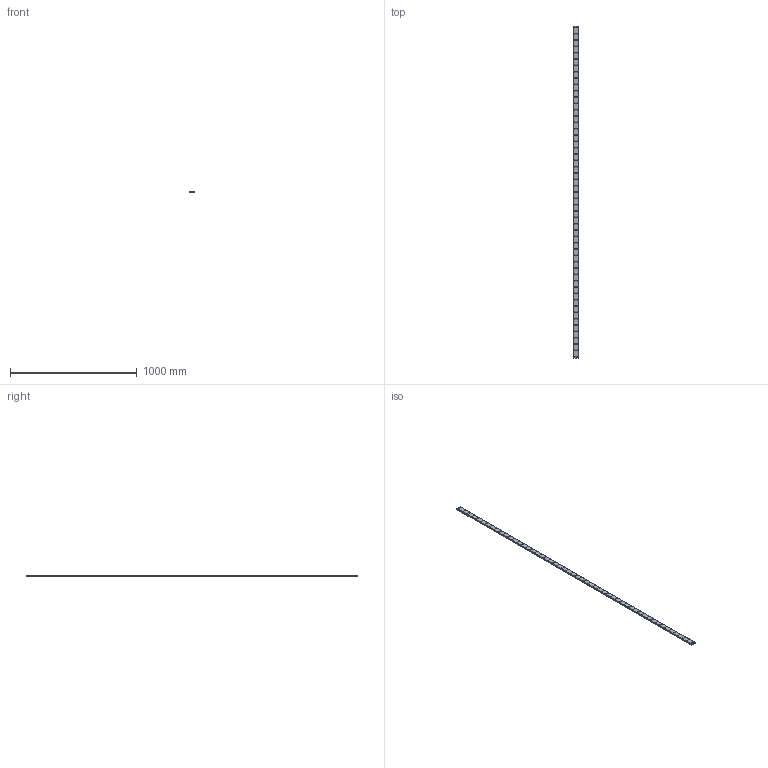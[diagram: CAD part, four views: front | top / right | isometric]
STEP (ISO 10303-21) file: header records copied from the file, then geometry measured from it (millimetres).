
FILE_DESCRIPTION(('STEP AP214'),'1');
FILE_NAME('cctmp_667E8E0F-515C-4B6D-841A-05B5BB3CC7BA_2021_03_02_15_29_07_0790..stp','2021-03-02T14:29:08',('HIWIN GmbH'),('CADClick - www.CADClick.com'),'Spatial InterOp 3D',' ','unknown authorization');
FILE_SCHEMA(('AUTOMOTIVE_DESIGN'));
Length unit declared in the file: millimetre
Products named in the file (1): WER21R2620H_FILE
Bounding box: 37 x 2620 x 11 mm (x, y, z)
Volume: 970562.5 mm3; surface area: 283878.5 mm2
Topology: 1 solids, 1 shells, 1057 faces, 2199 edges, 1466 vertices
Faces by surface type: cylinder 654, plane 403
Entity records: 37221 total; most frequent: DIRECTION 5623, CARTESIAN_POINT 4723, ORIENTED_EDGE 4398, AXIS2_PLACEMENT_3D 2366, EDGE_CURVE 2199, VERTEX_POINT 1466, EDGE_LOOP 1379, CIRCLE 1308
